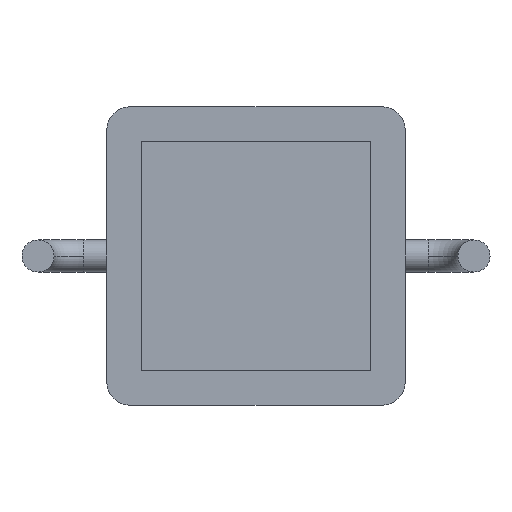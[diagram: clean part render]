
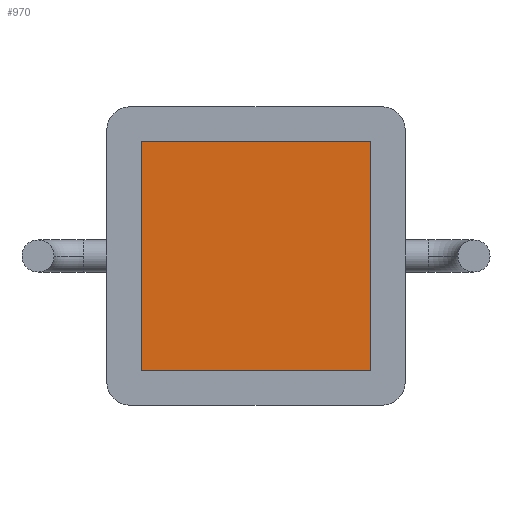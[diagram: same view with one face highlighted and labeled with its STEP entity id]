
A CAD part, front view. The second image highlights one B-rep face of the part: STEP entity #970.
In plain terms, the highlighted planar face has unit normal (0, -1, 0).
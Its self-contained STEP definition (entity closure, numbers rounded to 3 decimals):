
#17 = DIRECTION ( 'NONE',  ( -1., 0., 0. ) ) ;
#21 = DIRECTION ( 'NONE',  ( 0., 0., 1. ) ) ;
#39 = FACE_OUTER_BOUND ( 'NONE', #390, .T. ) ;
#143 = LINE ( 'NONE', #420, #1057 ) ;
#172 = VECTOR ( 'NONE', #295, 1000. ) ;
#177 = VERTEX_POINT ( 'NONE', #669 ) ;
#193 = EDGE_CURVE ( 'NONE', #177, #273, #196, .T. ) ;
#196 = LINE ( 'NONE', #202, #172 ) ;
#202 = CARTESIAN_POINT ( 'NONE',  ( -2.5, -0.01, 2.5 ) ) ;
#237 = VERTEX_POINT ( 'NONE', #1014 ) ;
#273 = VERTEX_POINT ( 'NONE', #423 ) ;
#276 = ORIENTED_EDGE ( 'NONE', *, *, #503, .F. ) ;
#282 = ORIENTED_EDGE ( 'NONE', *, *, #193, .F. ) ;
#286 = CARTESIAN_POINT ( 'NONE',  ( -2.5, -0.01, -2.5 ) ) ;
#294 = EDGE_CURVE ( 'NONE', #273, #936, #143, .T. ) ;
#295 = DIRECTION ( 'NONE',  ( 1., 0., 0. ) ) ;
#324 = DIRECTION ( 'NONE',  ( 0., 0., -1. ) ) ;
#389 = CARTESIAN_POINT ( 'NONE',  ( 2.5, -0.01, -2.5 ) ) ;
#390 = EDGE_LOOP ( 'NONE', ( #630, #282, #276, #776 ) ) ;
#420 = CARTESIAN_POINT ( 'NONE',  ( 2.5, -0.01, -2.5 ) ) ;
#423 = CARTESIAN_POINT ( 'NONE',  ( 2.5, -0.01, 2.5 ) ) ;
#455 = DIRECTION ( 'NONE',  ( 0., 0., 1. ) ) ;
#503 = EDGE_CURVE ( 'NONE', #237, #177, #1229, .T. ) ;
#586 = DIRECTION ( 'NONE',  ( 0., 1., 0. ) ) ;
#625 = LINE ( 'NONE', #286, #852 ) ;
#630 = ORIENTED_EDGE ( 'NONE', *, *, #294, .F. ) ;
#669 = CARTESIAN_POINT ( 'NONE',  ( -2.5, -0.01, 2.5 ) ) ;
#672 = PLANE ( 'NONE',  #703 ) ;
#703 = AXIS2_PLACEMENT_3D ( 'NONE', #1165, #586, #21 ) ;
#712 = VECTOR ( 'NONE', #455, 1000. ) ;
#776 = ORIENTED_EDGE ( 'NONE', *, *, #831, .F. ) ;
#831 = EDGE_CURVE ( 'NONE', #936, #237, #625, .T. ) ;
#852 = VECTOR ( 'NONE', #17, 1000. ) ;
#936 = VERTEX_POINT ( 'NONE', #389 ) ;
#970 = ADVANCED_FACE ( 'NONE', ( #39 ), #672, .F. ) ;
#1014 = CARTESIAN_POINT ( 'NONE',  ( -2.5, -0.01, -2.5 ) ) ;
#1057 = VECTOR ( 'NONE', #324, 1000. ) ;
#1165 = CARTESIAN_POINT ( 'NONE',  ( 0., -0.01, 0. ) ) ;
#1221 = CARTESIAN_POINT ( 'NONE',  ( -2.5, -0.01, -2.5 ) ) ;
#1229 = LINE ( 'NONE', #1221, #712 ) ;
